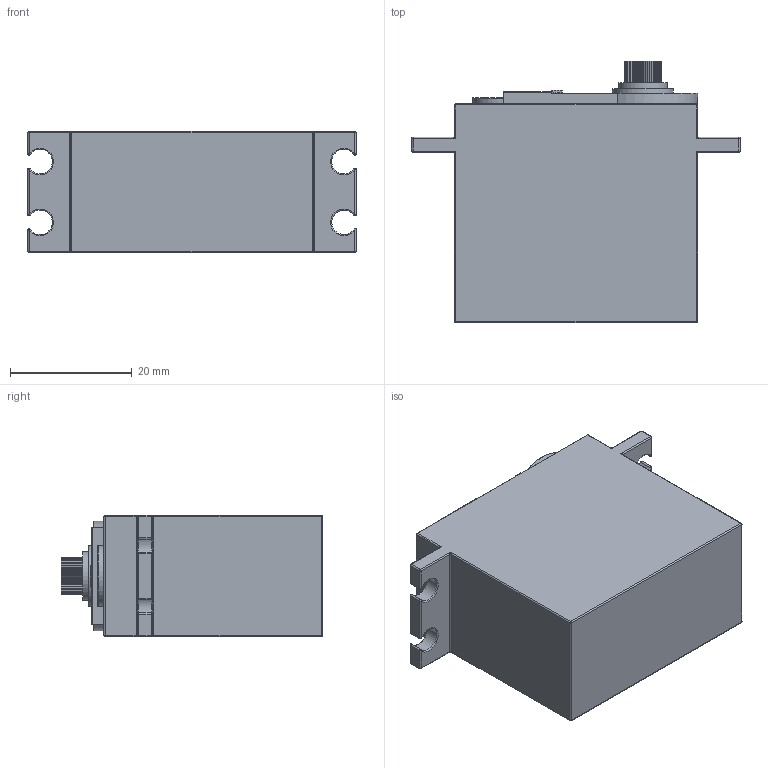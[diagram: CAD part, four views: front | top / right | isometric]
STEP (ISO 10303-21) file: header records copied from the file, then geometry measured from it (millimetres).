
FILE_DESCRIPTION(/* description */ (''),/* implementation_level */ '2;1');
FILE_NAME(/* name */ 'MG996R.stp',/* time_stamp */ '2024-01-27T13:40:58+03:00',/* author */ ('79651'),/* organization */ (''),/* preprocessor_version */ 'ST-DEVELOPER v18.1',/* originating_system */ 'Autodesk Inventor 2022',/* authorisation */ '');
FILE_SCHEMA (('AUTOMOTIVE_DESIGN { 1 0 10303 214 3 1 1 }'));
Length unit declared in the file: millimetre
Products named in the file (1): MG996R
Bounding box: 54 x 43 x 20 mm (x, y, z)
Volume: 30495.4 mm3; surface area: 6858.7 mm2
Topology: 2 solids, 2 shells, 270 faces, 665 edges, 393 vertices
Faces by surface type: plane 138, cylinder 74, sphere 32, torus 13, bspline 12, cone 1
Full cylindrical faces by diameter (mm): 3 x1, 8 x1, 10 x1
Entity records: 8341 total; most frequent: CARTESIAN_POINT 1791, DIRECTION 1321, ORIENTED_EDGE 1314, EDGE_CURVE 657, LINE 463, VECTOR 463, AXIS2_PLACEMENT_3D 429, VERTEX_POINT 393
